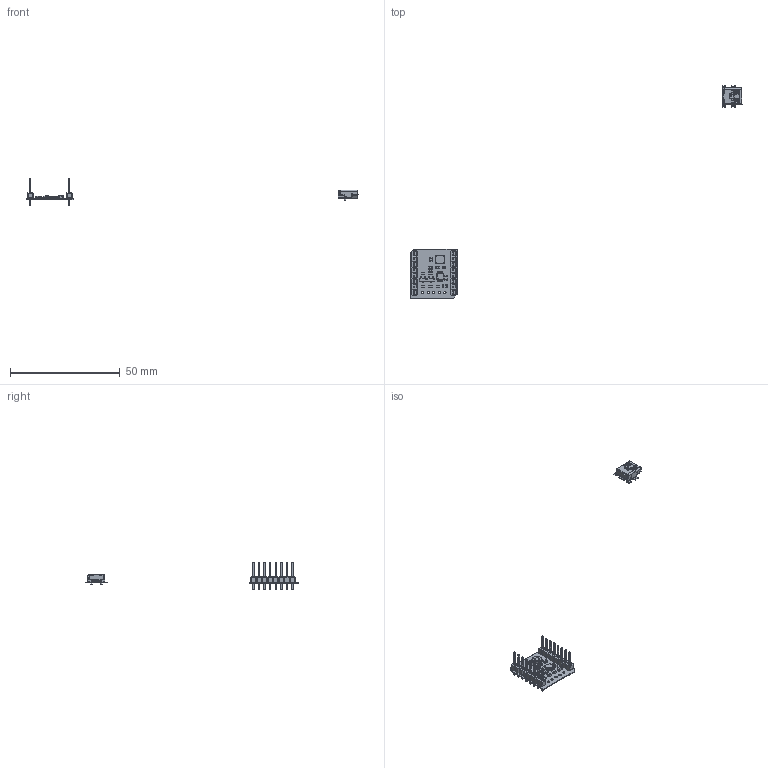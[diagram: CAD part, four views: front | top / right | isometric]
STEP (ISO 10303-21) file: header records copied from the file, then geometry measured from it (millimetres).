
FILE_DESCRIPTION(('Open CASCADE Model'),'2;1');
FILE_NAME('Open CASCADE Shape Model','2018-05-08T09:01:45',('Author'),( 'Open CASCADE'),'Open CASCADE STEP processor 6.8','Open CASCADE 6.8' ,'Unknown');
FILE_SCHEMA(('AUTOMOTIVE_DESIGN { 1 0 10303 214 1 1 1 1 }'));
Length unit declared in the file: millimetre
Products named in the file (50): PCB; Board; U3; 5965756352; Body; Open_CASCADE_STEP_translator_6.8_2.1.1; Leader; U2; R7; RESC-0603; Open CASCADE STEP translator 6.8 2.4.1.1; Open CASCADE STEP translator 6.8 2.4.1.2; R6; R5; R4; X3; Pin_Header_1x8_TH_Pitch_2.54mm; Open CASCADE STEP translator 6.8 2.8.1.1; Open CASCADE STEP translator 6.8 2.8.1.2; Open CASCADE STEP translator 6.8 2.8.1.3; X2; U1; 5965755968; Open_CASCADE_STEP_translator_6.8_14.1; Open_CASCADE_STEP_translator_6.8_14.2.1; R3; R2; R1; L1; SRN4012T; C5; CAPC-0805-T1.35-BN; Open CASCADE STEP translator 6.8 2.15.1.1; Open CASCADE STEP translator 6.8 2.15.1.2; C4; CAPC-0603-T0.9-BN; Open CASCADE STEP translator 6.8 2.16.1.1; Open CASCADE STEP translator 6.8 2.16.1.2; C3; C2 ...
Assembly tree (69 placements, depth 5):
  PCB
    Board
    U3
      5965756352
        Body
          Open_CASCADE_STEP_translator_6.8_2.1.1
        Leader  x3
    U2
      5965756352
        Body
          Open_CASCADE_STEP_translator_6.8_2.1.1
        Leader  x3
    R7
      RESC-0603
        Open CASCADE STEP translator 6.8 2.4.1.1
        Open CASCADE STEP translator 6.8 2.4.1.2
    R6
      RESC-0603
        Open CASCADE STEP translator 6.8 2.4.1.1
        Open CASCADE STEP translator 6.8 2.4.1.2
    R5
      RESC-0603
        Open CASCADE STEP translator 6.8 2.4.1.1
        Open CASCADE STEP translator 6.8 2.4.1.2
    R4
      RESC-0603
        Open CASCADE STEP translator 6.8 2.4.1.1
        Open CASCADE STEP translator 6.8 2.4.1.2
    X3
      Pin_Header_1x8_TH_Pitch_2.54mm
        Open CASCADE STEP translator 6.8 2.8.1.1
        Open CASCADE STEP translator 6.8 2.8.1.2
        Open CASCADE STEP translator 6.8 2.8.1.3
    X2
      Pin_Header_1x8_TH_Pitch_2.54mm
        Open CASCADE STEP translator 6.8 2.8.1.1
        Open CASCADE STEP translator 6.8 2.8.1.2
        Open CASCADE STEP translator 6.8 2.8.1.3
    U1
      5965755968
        Open_CASCADE_STEP_translator_6.8_14.1
        Body
          Open_CASCADE_STEP_translator_6.8_14.2.1
        Leader  x8
    R3
      RESC-0603
        Open CASCADE STEP translator 6.8 2.4.1.1
        Open CASCADE STEP translator 6.8 2.4.1.2
    R2
      RESC-0603
        Open CASCADE STEP translator 6.8 2.4.1.1
        Open CASCADE STEP translator 6.8 2.4.1.2
    R1
      RESC-0603
        Open CASCADE STEP translator 6.8 2.4.1.1
        Open CASCADE STEP translator 6.8 2.4.1.2
    L1
      SRN4012T
      SRN4012T
      SRN4012T
Bounding box: 151.15 x 96.95 x 12.7 mm (x, y, z)
Volume: 453.6 mm3; surface area: 2958.3 mm2
Topology: 65 solids, 82 shells, 2260 faces, 5891 edges, 3832 vertices
Faces by surface type: plane 1606, cylinder 490, bspline 92, sphere 66, cone 6
Full cylindrical faces by diameter (mm): 0.388 x1, 1 x21
Entity records: 41774 total; most frequent: CARTESIAN_POINT 10451, ORIENTED_EDGE 6321, DIRECTION 5311, EDGE_CURVE 3189, VERTEX_POINT 2018, LINE 1875, VECTOR 1875, AXIS2_PLACEMENT_3D 1718
